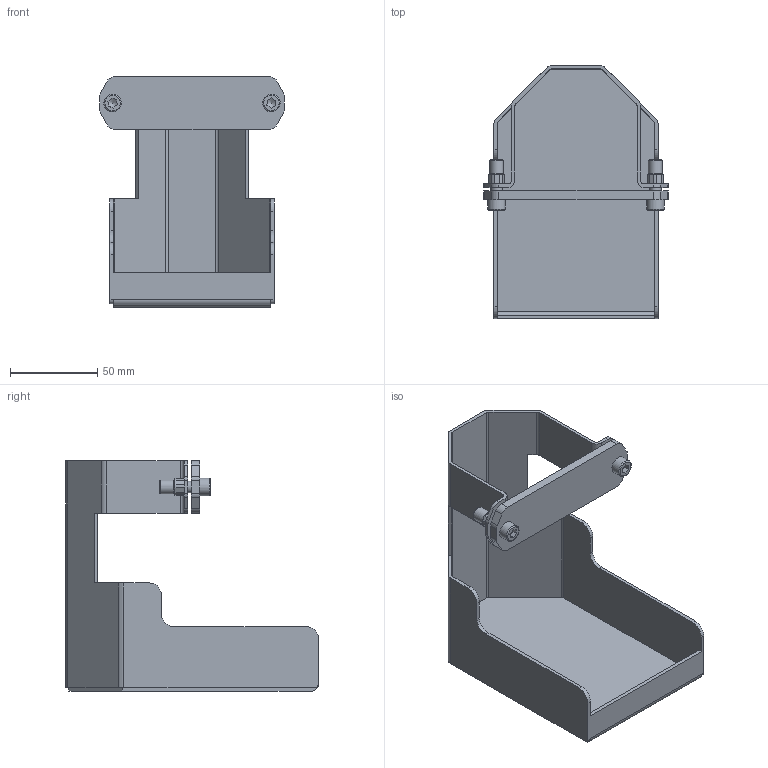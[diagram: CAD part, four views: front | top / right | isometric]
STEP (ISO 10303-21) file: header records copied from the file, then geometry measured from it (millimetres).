
FILE_DESCRIPTION(/* description */ ('Norm.ipt Template'),/* implementation_level */ '2;1');
FILE_NAME(/* name */ 'MT_BGR00018825.stp',/* time_stamp */ '2024-09-17T15:59:08+02:00',/* author */ ('michael.schutter'),/* organization */ (''),/* preprocessor_version */ 'ST-DEVELOPER v19.2',/* originating_system */ 'Autodesk Inventor 2023',/* authorisation */ '');
FILE_SCHEMA (('AUTOMOTIVE_DESIGN { 1 0 10303 214 3 1 1 }'));
Length unit declared in the file: millimetre
Products named in the file (1): MT_WST00103943 Dummy Ölwanne
Bounding box: 106 x 145 x 132 mm (x, y, z)
Volume: 95452 mm3; surface area: 89777.6 mm2
Topology: 1 solids, 1 shells, 160 faces, 454 edges, 294 vertices
Faces by surface type: plane 88, cylinder 64, cone 6, torus 2
Full cylindrical faces by diameter (mm): 6 x2, 6.5 x4, 8 x2, 10 x2
Entity records: 5394 total; most frequent: CARTESIAN_POINT 959, ORIENTED_EDGE 904, DIRECTION 892, EDGE_CURVE 452, AXIS2_PLACEMENT_3D 305, VERTEX_POINT 294, LINE 282, VECTOR 282
